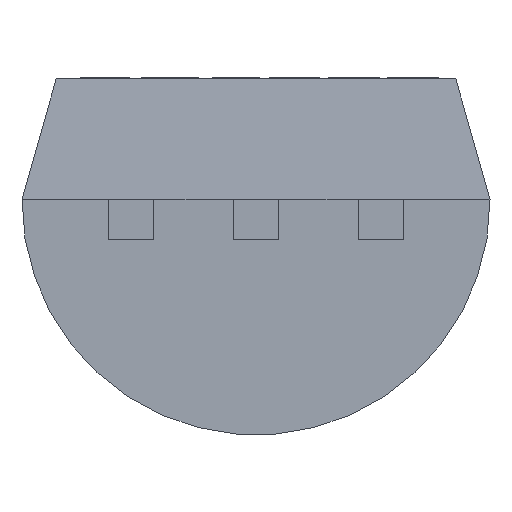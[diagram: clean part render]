
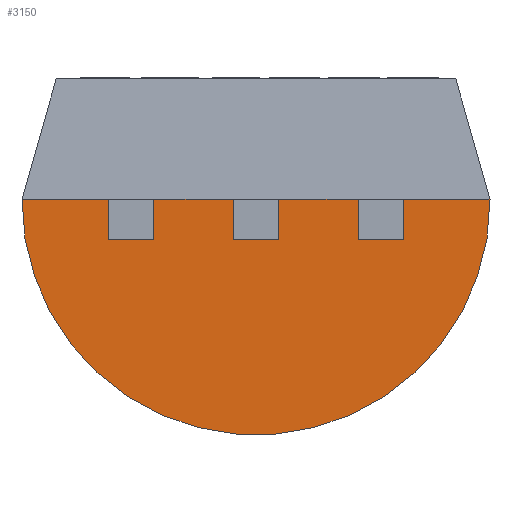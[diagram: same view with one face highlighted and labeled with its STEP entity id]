
A CAD part, front view. The second image highlights one B-rep face of the part: STEP entity #3150.
In plain terms, the highlighted planar face has unit normal (0, -1, 0).
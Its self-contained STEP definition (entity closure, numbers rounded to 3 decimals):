
#23 = VERTEX_POINT ( 'NONE', #6006 ) ;
#64 = EDGE_CURVE ( 'NONE', #1107, #5882, #5501, .T. ) ;
#141 = EDGE_CURVE ( 'NONE', #6178, #1107, #2082, .T. ) ;
#170 = DIRECTION ( 'NONE',  ( 0., 0., -1. ) ) ;
#203 = CARTESIAN_POINT ( 'NONE',  ( 2.38, 0., 0.015 ) ) ;
#251 = DIRECTION ( 'NONE',  ( 0., 0., -1. ) ) ;
#288 = ORIENTED_EDGE ( 'NONE', *, *, #4587, .F. ) ;
#294 = ORIENTED_EDGE ( 'NONE', *, *, #4848, .F. ) ;
#437 = VERTEX_POINT ( 'NONE', #5998 ) ;
#498 = VECTOR ( 'NONE', #170, 1000. ) ;
#542 = LINE ( 'NONE', #6350, #5234 ) ;
#613 = VECTOR ( 'NONE', #5985, 1000. ) ;
#634 = CARTESIAN_POINT ( 'NONE',  ( 0.23, 0., 0.015 ) ) ;
#670 = CARTESIAN_POINT ( 'NONE',  ( 0., 0., -0.176 ) ) ;
#706 = CARTESIAN_POINT ( 'NONE',  ( 1.04, 0., 0.015 ) ) ;
#749 = AXIS2_PLACEMENT_3D ( 'NONE', #1340, #4368, #5881 ) ;
#832 = LINE ( 'NONE', #924, #2167 ) ;
#880 = VECTOR ( 'NONE', #6185, 1000. ) ;
#908 = LINE ( 'NONE', #203, #5423 ) ;
#924 = CARTESIAN_POINT ( 'NONE',  ( 2.38, 0., 0.015 ) ) ;
#966 = ORIENTED_EDGE ( 'NONE', *, *, #3729, .F. ) ;
#1004 = CARTESIAN_POINT ( 'NONE',  ( 0.23, 0., -0.395 ) ) ;
#1054 = CIRCLE ( 'NONE', #749, 2.38 ) ;
#1107 = VERTEX_POINT ( 'NONE', #3049 ) ;
#1138 = VERTEX_POINT ( 'NONE', #3123 ) ;
#1221 = CARTESIAN_POINT ( 'NONE',  ( -0.23, 0., 0.015 ) ) ;
#1267 = VERTEX_POINT ( 'NONE', #4126 ) ;
#1299 = CARTESIAN_POINT ( 'NONE',  ( 1.5, 0., -0.395 ) ) ;
#1340 = CARTESIAN_POINT ( 'NONE',  ( 0., 0., 0. ) ) ;
#1384 = ORIENTED_EDGE ( 'NONE', *, *, #141, .F. ) ;
#1399 = VERTEX_POINT ( 'NONE', #706 ) ;
#1451 = DIRECTION ( 'NONE',  ( 0., 0., 1. ) ) ;
#1464 = CARTESIAN_POINT ( 'NONE',  ( -1.04, 0., 0.015 ) ) ;
#1505 = DIRECTION ( 'NONE',  ( -1., 0., 0. ) ) ;
#1593 = VECTOR ( 'NONE', #2721, 1000. ) ;
#1664 = VECTOR ( 'NONE', #3990, 1000. ) ;
#1670 = LINE ( 'NONE', #6290, #1593 ) ;
#1674 = VERTEX_POINT ( 'NONE', #5247 ) ;
#1942 = ORIENTED_EDGE ( 'NONE', *, *, #5017, .F. ) ;
#1961 = LINE ( 'NONE', #1004, #613 ) ;
#2004 = LINE ( 'NONE', #4648, #498 ) ;
#2082 = LINE ( 'NONE', #5625, #3609 ) ;
#2167 = VECTOR ( 'NONE', #1505, 1000. ) ;
#2253 = CARTESIAN_POINT ( 'NONE',  ( 2.38, 0., 0.015 ) ) ;
#2355 = CARTESIAN_POINT ( 'NONE',  ( 2.38, 0., 0.015 ) ) ;
#2418 = CARTESIAN_POINT ( 'NONE',  ( 1.5, 0., 0.015 ) ) ;
#2465 = EDGE_CURVE ( 'NONE', #1399, #1674, #2004, .T. ) ;
#2471 = VERTEX_POINT ( 'NONE', #1221 ) ;
#2579 = CARTESIAN_POINT ( 'NONE',  ( -1.04, 0., 0.015 ) ) ;
#2593 = DIRECTION ( 'NONE',  ( 1., 0., 0. ) ) ;
#2673 = ORIENTED_EDGE ( 'NONE', *, *, #64, .F. ) ;
#2721 = DIRECTION ( 'NONE',  ( -1., 0., 0. ) ) ;
#2766 = EDGE_CURVE ( 'NONE', #3663, #23, #832, .T. ) ;
#2824 = ORIENTED_EDGE ( 'NONE', *, *, #4060, .T. ) ;
#2896 = CARTESIAN_POINT ( 'NONE',  ( -2.38, 0., 0.015 ) ) ;
#3048 = EDGE_CURVE ( 'NONE', #1267, #5626, #908, .T. ) ;
#3049 = CARTESIAN_POINT ( 'NONE',  ( -1.04, 0., -0.395 ) ) ;
#3119 = EDGE_CURVE ( 'NONE', #2471, #1138, #5904, .T. ) ;
#3123 = CARTESIAN_POINT ( 'NONE',  ( -0.23, 0., -0.395 ) ) ;
#3150 = ADVANCED_FACE ( 'NONE', ( #6051 ), #3726, .F. ) ;
#3454 = VERTEX_POINT ( 'NONE', #5177 ) ;
#3609 = VECTOR ( 'NONE', #2593, 1000. ) ;
#3641 = EDGE_CURVE ( 'NONE', #3663, #5626, #1054, .T. ) ;
#3663 = VERTEX_POINT ( 'NONE', #2355 ) ;
#3726 = PLANE ( 'NONE',  #5201 ) ;
#3729 = EDGE_CURVE ( 'NONE', #1674, #4779, #5071, .T. ) ;
#3764 = VECTOR ( 'NONE', #4240, 1000. ) ;
#3990 = DIRECTION ( 'NONE',  ( 0., 0., 1. ) ) ;
#4016 = ORIENTED_EDGE ( 'NONE', *, *, #6103, .T. ) ;
#4053 = ORIENTED_EDGE ( 'NONE', *, *, #3641, .F. ) ;
#4060 = EDGE_CURVE ( 'NONE', #1399, #437, #1670, .T. ) ;
#4126 = CARTESIAN_POINT ( 'NONE',  ( -1.5, 0., 0.015 ) ) ;
#4201 = ORIENTED_EDGE ( 'NONE', *, *, #3119, .F. ) ;
#4218 = CARTESIAN_POINT ( 'NONE',  ( -0.23, 0., -0.395 ) ) ;
#4240 = DIRECTION ( 'NONE',  ( 0., 0., -1. ) ) ;
#4368 = DIRECTION ( 'NONE',  ( 0., 1., 0. ) ) ;
#4413 = ORIENTED_EDGE ( 'NONE', *, *, #2766, .T. ) ;
#4419 = DIRECTION ( 'NONE',  ( -1., 0., 0. ) ) ;
#4587 = EDGE_CURVE ( 'NONE', #3454, #437, #5062, .T. ) ;
#4648 = CARTESIAN_POINT ( 'NONE',  ( 1.04, 0., -0.395 ) ) ;
#4664 = VECTOR ( 'NONE', #6027, 1000. ) ;
#4710 = DIRECTION ( 'NONE',  ( -1., 0., 0. ) ) ;
#4748 = CARTESIAN_POINT ( 'NONE',  ( -1.5, 0., -0.395 ) ) ;
#4757 = DIRECTION ( 'NONE',  ( 0., 0., 1. ) ) ;
#4779 = VERTEX_POINT ( 'NONE', #1299 ) ;
#4843 = VECTOR ( 'NONE', #1451, 1000. ) ;
#4848 = EDGE_CURVE ( 'NONE', #1267, #6178, #542, .T. ) ;
#5017 = EDGE_CURVE ( 'NONE', #4779, #23, #6344, .T. ) ;
#5062 = LINE ( 'NONE', #634, #880 ) ;
#5064 = EDGE_CURVE ( 'NONE', #1138, #3454, #1961, .T. ) ;
#5071 = LINE ( 'NONE', #6444, #4664 ) ;
#5177 = CARTESIAN_POINT ( 'NONE',  ( 0.23, 0., -0.395 ) ) ;
#5201 = AXIS2_PLACEMENT_3D ( 'NONE', #670, #5828, #4757 ) ;
#5234 = VECTOR ( 'NONE', #251, 1000. ) ;
#5247 = CARTESIAN_POINT ( 'NONE',  ( 1.04, 0., -0.395 ) ) ;
#5406 = ORIENTED_EDGE ( 'NONE', *, *, #2465, .F. ) ;
#5423 = VECTOR ( 'NONE', #4710, 1000. ) ;
#5501 = LINE ( 'NONE', #1464, #4843 ) ;
#5554 = VECTOR ( 'NONE', #4419, 1000. ) ;
#5565 = ORIENTED_EDGE ( 'NONE', *, *, #3048, .T. ) ;
#5625 = CARTESIAN_POINT ( 'NONE',  ( -1.04, 0., -0.395 ) ) ;
#5626 = VERTEX_POINT ( 'NONE', #2896 ) ;
#5828 = DIRECTION ( 'NONE',  ( 0., 1., 0. ) ) ;
#5879 = LINE ( 'NONE', #2253, #5554 ) ;
#5881 = DIRECTION ( 'NONE',  ( 0., 0., 1. ) ) ;
#5882 = VERTEX_POINT ( 'NONE', #2579 ) ;
#5904 = LINE ( 'NONE', #4218, #3764 ) ;
#5985 = DIRECTION ( 'NONE',  ( 1., 0., 0. ) ) ;
#5998 = CARTESIAN_POINT ( 'NONE',  ( 0.23, 0., 0.015 ) ) ;
#6006 = CARTESIAN_POINT ( 'NONE',  ( 1.5, 0., 0.015 ) ) ;
#6027 = DIRECTION ( 'NONE',  ( 1., 0., 0. ) ) ;
#6051 = FACE_OUTER_BOUND ( 'NONE', #6385, .T. ) ;
#6103 = EDGE_CURVE ( 'NONE', #2471, #5882, #5879, .T. ) ;
#6178 = VERTEX_POINT ( 'NONE', #4748 ) ;
#6185 = DIRECTION ( 'NONE',  ( 0., 0., 1. ) ) ;
#6290 = CARTESIAN_POINT ( 'NONE',  ( 2.38, 0., 0.015 ) ) ;
#6344 = LINE ( 'NONE', #2418, #1664 ) ;
#6350 = CARTESIAN_POINT ( 'NONE',  ( -1.5, 0., -0.395 ) ) ;
#6385 = EDGE_LOOP ( 'NONE', ( #966, #5406, #2824, #288, #6489, #4201, #4016, #2673, #1384, #294, #5565, #4053, #4413, #1942 ) ) ;
#6444 = CARTESIAN_POINT ( 'NONE',  ( 1.5, 0., -0.395 ) ) ;
#6489 = ORIENTED_EDGE ( 'NONE', *, *, #5064, .F. ) ;
